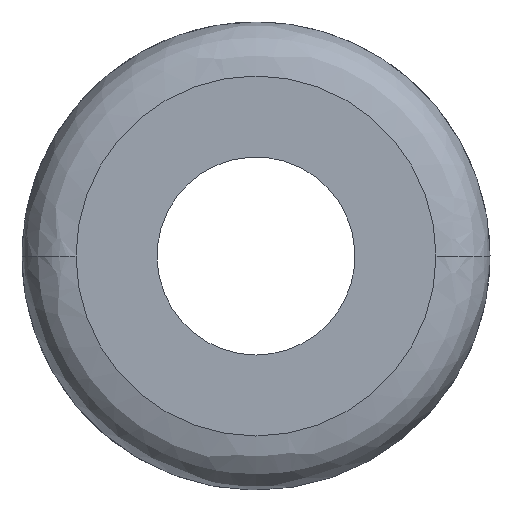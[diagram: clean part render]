
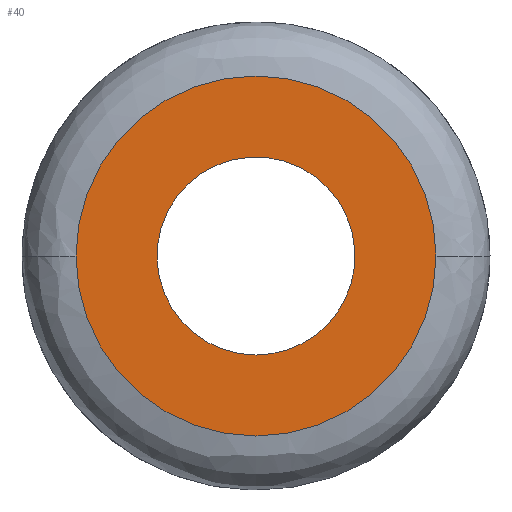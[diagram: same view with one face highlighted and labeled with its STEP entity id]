
A CAD part, front view. The second image highlights one B-rep face of the part: STEP entity #40.
In plain terms, the highlighted planar face has unit normal (0, -1, 0).
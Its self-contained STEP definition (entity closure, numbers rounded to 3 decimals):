
#40=ADVANCED_FACE('',(#57,#58),#56,.T.);
#56=PLANE('',#223);
#57=FACE_OUTER_BOUND('',#224,.T.);
#58=FACE_BOUND('',#225,.T.);
#220=CARTESIAN_POINT('',(-10.392,0.,6.5));
#221=DIRECTION('',(0.,-1.,0.));
#222=DIRECTION('',(0.,0.,-1.));
#223=AXIS2_PLACEMENT_3D('',#220,#221,#222);
#224=EDGE_LOOP('',(#388,#389,#390));
#225=EDGE_LOOP('',(#391,#392,#393));
#388=ORIENTED_EDGE('',*,*,#484,.T.);
#389=ORIENTED_EDGE('',*,*,#485,.T.);
#390=ORIENTED_EDGE('',*,*,#486,.T.);
#391=ORIENTED_EDGE('',*,*,#487,.F.);
#392=ORIENTED_EDGE('',*,*,#488,.F.);
#393=ORIENTED_EDGE('',*,*,#489,.F.);
#484=EDGE_CURVE('',#532,#533,#534,.T.);
#485=EDGE_CURVE('',#533,#540,#541,.T.);
#486=EDGE_CURVE('',#540,#532,#547,.T.);
#487=EDGE_CURVE('',#553,#554,#555,.T.);
#488=EDGE_CURVE('',#561,#553,#562,.T.);
#489=EDGE_CURVE('',#554,#561,#568,.T.);
#532=VERTEX_POINT('',#856);
#533=VERTEX_POINT('',#857);
#534=CIRCLE('',#861,5.);
#540=VERTEX_POINT('',#862);
#541=CIRCLE('',#866,5.);
#547=CIRCLE('',#870,5.);
#553=VERTEX_POINT('',#871);
#554=VERTEX_POINT('',#872);
#555=CIRCLE('',#876,2.75);
#561=VERTEX_POINT('',#877);
#562=CIRCLE('',#881,2.75);
#568=CIRCLE('',#885,2.75);
#856=CARTESIAN_POINT('',(0.,0.,5.));
#857=CARTESIAN_POINT('',(-5.,0.,0.));
#858=CARTESIAN_POINT('',(0.,0.,0.));
#859=DIRECTION('',(0.,-1.,0.));
#860=DIRECTION('',(0.,0.,1.));
#861=AXIS2_PLACEMENT_3D('',#858,#859,#860);
#862=CARTESIAN_POINT('',(5.,0.,-0.001));
#863=CARTESIAN_POINT('',(0.,0.,0.));
#864=DIRECTION('',(0.,-1.,0.));
#865=DIRECTION('',(0.,0.,1.));
#866=AXIS2_PLACEMENT_3D('',#863,#864,#865);
#867=CARTESIAN_POINT('',(0.,0.,0.));
#868=DIRECTION('',(0.,-1.,0.));
#869=DIRECTION('',(0.,0.,1.));
#870=AXIS2_PLACEMENT_3D('',#867,#868,#869);
#871=CARTESIAN_POINT('',(-2.731,0.,0.325));
#872=CARTESIAN_POINT('',(0.,0.,-2.75));
#873=CARTESIAN_POINT('',(0.,0.,0.));
#874=DIRECTION('',(0.,-1.,0.));
#875=DIRECTION('',(0.,0.,-1.));
#876=AXIS2_PLACEMENT_3D('',#873,#874,#875);
#877=CARTESIAN_POINT('',(2.731,0.,-0.325));
#878=CARTESIAN_POINT('',(0.,0.,0.));
#879=DIRECTION('',(0.,-1.,0.));
#880=DIRECTION('',(0.,0.,-1.));
#881=AXIS2_PLACEMENT_3D('',#878,#879,#880);
#882=CARTESIAN_POINT('',(0.,0.,0.));
#883=DIRECTION('',(0.,-1.,0.));
#884=DIRECTION('',(0.,0.,-1.));
#885=AXIS2_PLACEMENT_3D('',#882,#883,#884);
